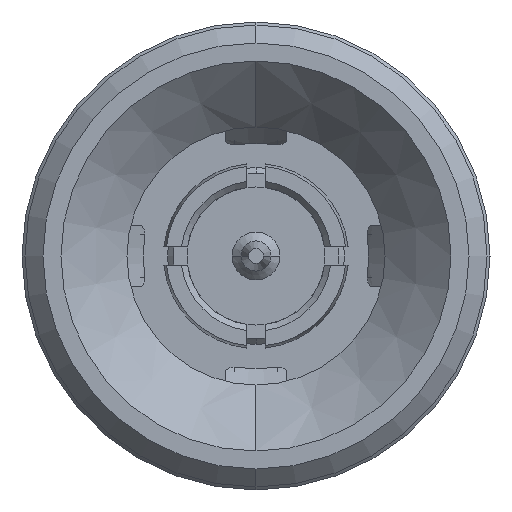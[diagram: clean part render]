
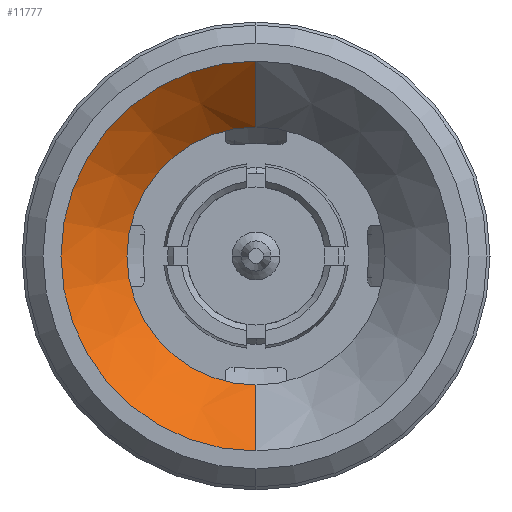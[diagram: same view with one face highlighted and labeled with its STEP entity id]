
A CAD part, left-side view. The second image highlights one B-rep face of the part: STEP entity #11777.
In plain terms, the highlighted conical face has half-angle 45 degrees and reference radius 2.7 mm.
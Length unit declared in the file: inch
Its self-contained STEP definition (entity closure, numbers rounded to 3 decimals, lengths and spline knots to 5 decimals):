
#4252=CARTESIAN_POINT('',(-0.12598,0.,0.));
#4253=DIRECTION('',(1.,0.,0.));
#4254=DIRECTION('',(0.,0.,-1.));
#4255=AXIS2_PLACEMENT_3D('',#4252,#4253,#4254);
#4267=CARTESIAN_POINT('',(-0.16929,0.,0.));
#4268=DIRECTION('',(1.,0.,0.));
#4269=DIRECTION('',(0.,0.,-1.));
#4270=AXIS2_PLACEMENT_3D('',#4267,#4268,#4269);
#4909=DIRECTION('',(-0.707,0.,-0.707));
#4910=VECTOR('',#4909,0.06125);
#4911=CARTESIAN_POINT('',(-0.12598,0.,-0.08465));
#4912=LINE('',#4911,#4910);
#4918=DIRECTION('',(-0.707,0.,0.707));
#4919=VECTOR('',#4918,0.06125);
#4920=CARTESIAN_POINT('',(-0.12598,0.,0.08465));
#4921=LINE('',#4920,#4919);
#6550=CARTESIAN_POINT('',(-0.12598,0.,-0.08465));
#6552=VERTEX_POINT('',#6550);
#6554=CARTESIAN_POINT('',(-0.12598,0.,0.08465));
#6556=VERTEX_POINT('',#6554);
#6557=CARTESIAN_POINT('',(-0.16929,0.,-0.12795));
#6558=CARTESIAN_POINT('',(-0.16929,0.,0.12795));
#6559=VERTEX_POINT('',#6557);
#6560=VERTEX_POINT('',#6558);
#11763=CARTESIAN_POINT('',(-0.14764,0.,0.));
#11764=DIRECTION('',(-1.,0.,0.));
#11765=DIRECTION('',(0.,0.,-1.));
#11766=AXIS2_PLACEMENT_3D('',#11763,#11764,#11765);
#11767=CONICAL_SURFACE('',#11766,0.1063,45.);
#11769=ORIENTED_EDGE('',*,*,#11768,.T.);
#11771=ORIENTED_EDGE('',*,*,#11770,.F.);
#11772=ORIENTED_EDGE('',*,*,#11756,.F.);
#11774=ORIENTED_EDGE('',*,*,#11773,.T.);
#11775=EDGE_LOOP('',(#11769,#11771,#11772,#11774));
#11776=FACE_OUTER_BOUND('',#11775,.F.);
#11777=ADVANCED_FACE('',(#11776),#11767,.F.);
#4256=CIRCLE('',#4255,0.08465);
#4271=CIRCLE('',#4270,0.12795);
#11756=EDGE_CURVE('',#6552,#6556,#4256,.T.);
#11768=EDGE_CURVE('',#6559,#6560,#4271,.T.);
#11770=EDGE_CURVE('',#6556,#6560,#4921,.T.);
#11773=EDGE_CURVE('',#6552,#6559,#4912,.T.);
